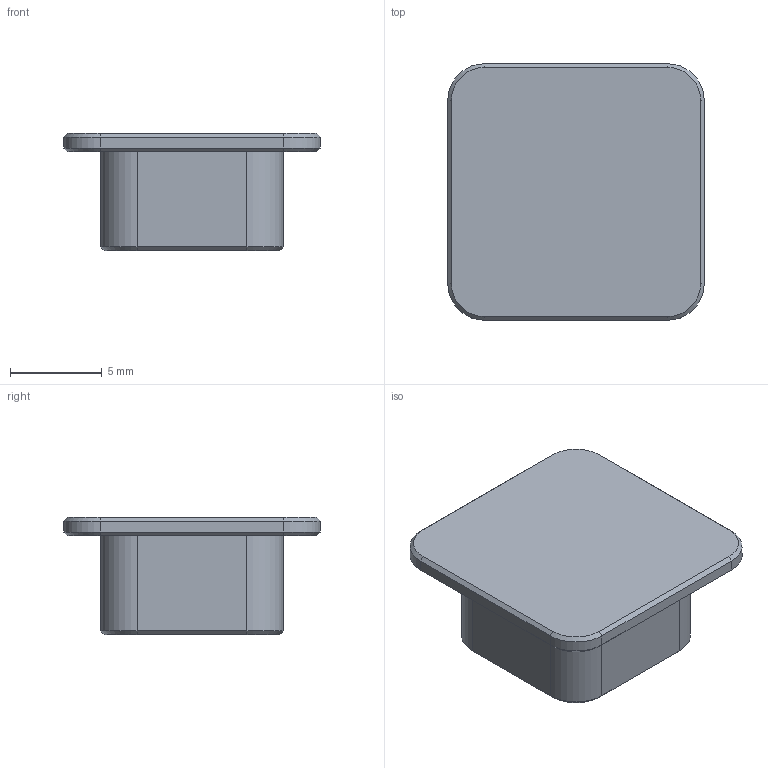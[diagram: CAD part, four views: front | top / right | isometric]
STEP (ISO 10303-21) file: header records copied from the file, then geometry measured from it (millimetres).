
FILE_DESCRIPTION (( 'STEP AP203' ), '1' );
FILE_NAME ('藷啣棠沺釱_4璃.STEP', '2024-01-18T11:56:10', ( 'Leo' ), ( '' ), 'SwSTEP 2.0', 'SolidWorks 2022', '' );
FILE_SCHEMA (( 'CONFIG_CONTROL_DESIGN' ));
Length unit declared in the file: millimetre
Products named in the file (1): 门板磁铁座_4件
Bounding box: 14 x 14 x 6.4 mm (x, y, z)
Volume: 650.4 mm3; surface area: 655.1 mm2
Topology: 1 solids, 1 shells, 48 faces, 106 edges, 62 vertices
Faces by surface type: plane 24, cone 14, cylinder 10
Entity records: 1373 total; most frequent: DIRECTION 238, CARTESIAN_POINT 217, ORIENTED_EDGE 212, EDGE_CURVE 106, AXIS2_PLACEMENT_3D 83, LINE 72, VECTOR 72, VERTEX_POINT 62
